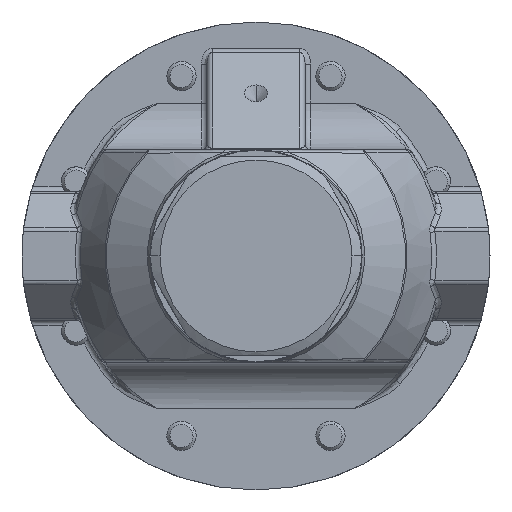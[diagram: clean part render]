
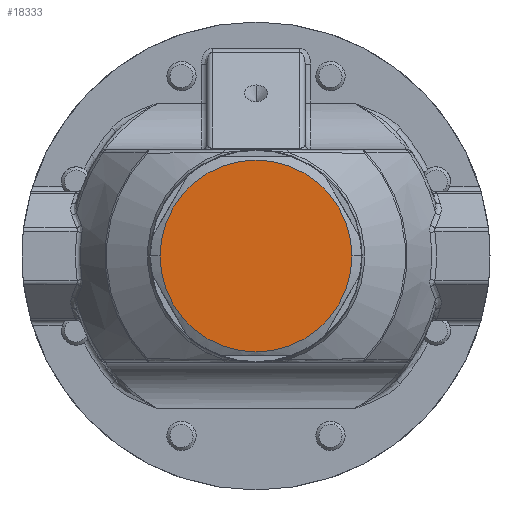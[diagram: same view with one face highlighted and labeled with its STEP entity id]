
A CAD part, front view. The second image highlights one B-rep face of the part: STEP entity #18333.
In plain terms, the highlighted planar face has unit normal (0, -1, 0).
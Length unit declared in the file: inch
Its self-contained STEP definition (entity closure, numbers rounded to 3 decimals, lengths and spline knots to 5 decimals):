
#1012 = CARTESIAN_POINT ( 'NONE',  ( -1.025, -2.532, 0. ) ) ;
#3071 = CARTESIAN_POINT ( 'NONE',  ( 1.025, -2.532, 0. ) ) ;
#3494 = CARTESIAN_POINT ( 'NONE',  ( 0., -2.532, 0. ) ) ;
#3694 = DIRECTION ( 'NONE',  ( 0., 1., 0. ) ) ;
#4002 = CARTESIAN_POINT ( 'NONE',  ( 0., -2.532, 0. ) ) ;
#5429 = DIRECTION ( 'NONE',  ( -1., 0., 0. ) ) ;
#5920 = DIRECTION ( 'NONE',  ( -1., 0., 0. ) ) ;
#7250 = VERTEX_POINT ( 'NONE', #3071 ) ;
#7548 = CARTESIAN_POINT ( 'NONE',  ( -1.22687, -2.532, 0. ) ) ;
#9576 = CIRCLE ( 'NONE', #15898, 1.025 ) ;
#9779 = VERTEX_POINT ( 'NONE', #1012 ) ;
#9913 = EDGE_CURVE ( 'NONE', #9779, #7250, #21266, .T. ) ;
#11186 = AXIS2_PLACEMENT_3D ( 'NONE', #3494, #16707, #5429 ) ;
#11332 = DIRECTION ( 'NONE',  ( 1., 0., 0. ) ) ;
#14720 = EDGE_LOOP ( 'NONE', ( #21289, #22772 ) ) ;
#15898 = AXIS2_PLACEMENT_3D ( 'NONE', #4002, #17182, #5920 ) ;
#16707 = DIRECTION ( 'NONE',  ( 0., -1., 0. ) ) ;
#17182 = DIRECTION ( 'NONE',  ( 0., -1., 0. ) ) ;
#18333 = ADVANCED_FACE ( 'NONE', ( #20842 ), #22484, .F. ) ;
#20842 = FACE_OUTER_BOUND ( 'NONE', #14720, .T. ) ;
#21266 = CIRCLE ( 'NONE', #11186, 1.025 ) ;
#21289 = ORIENTED_EDGE ( 'NONE', *, *, #24183, .T. ) ;
#22484 = PLANE ( 'NONE',  #22528 ) ;
#22528 = AXIS2_PLACEMENT_3D ( 'NONE', #7548, #3694, #11332 ) ;
#22772 = ORIENTED_EDGE ( 'NONE', *, *, #9913, .T. ) ;
#24183 = EDGE_CURVE ( 'NONE', #7250, #9779, #9576, .T. ) ;
